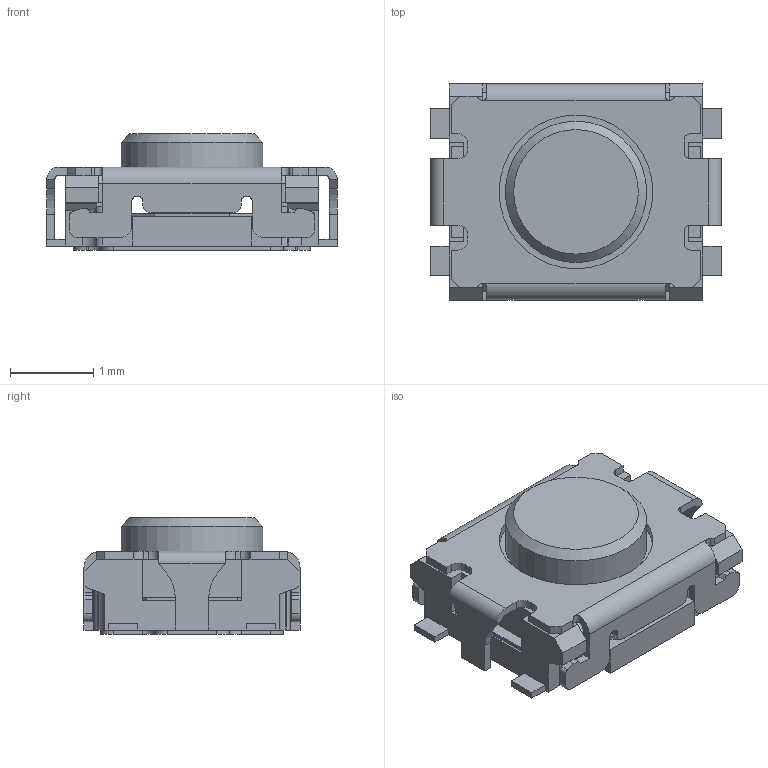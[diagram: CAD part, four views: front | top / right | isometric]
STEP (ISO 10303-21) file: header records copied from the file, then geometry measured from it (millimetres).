
FILE_DESCRIPTION(/* description */ (''),/* implementation_level */ '2;1');
FILE_NAME(/* name */ 'TL1018AABFxxxQG.stp',/* time_stamp */ '2024-04-02T13:22:39-05:00',/* author */ ('mroman'),/* organization */ (''),/* preprocessor_version */ 'ST-DEVELOPER v18.1',/* originating_system */ 'Autodesk Inventor 2020',/* authorisation */ '');
FILE_SCHEMA (('AUTOMOTIVE_DESIGN { 1 0 10303 214 3 1 1 }'));
Length unit declared in the file: inch
Products named in the file (1): TL1018AABFxxxQG
Bounding box: 3.5 x 2.6 x 1.4 mm (x, y, z)
Volume: 7 mm3; surface area: 53 mm2
Topology: 1 solids, 1 shells, 328 faces, 932 edges, 592 vertices
Faces by surface type: plane 248, cylinder 78, cone 1, sphere 1
Full cylindrical faces by diameter (mm): 1.7 x1, 1.85 x1
Entity records: 10643 total; most frequent: CARTESIAN_POINT 1969, ORIENTED_EDGE 1862, DIRECTION 1737, EDGE_CURVE 931, LINE 767, VECTOR 767, VERTEX_POINT 592, AXIS2_PLACEMENT_3D 485
